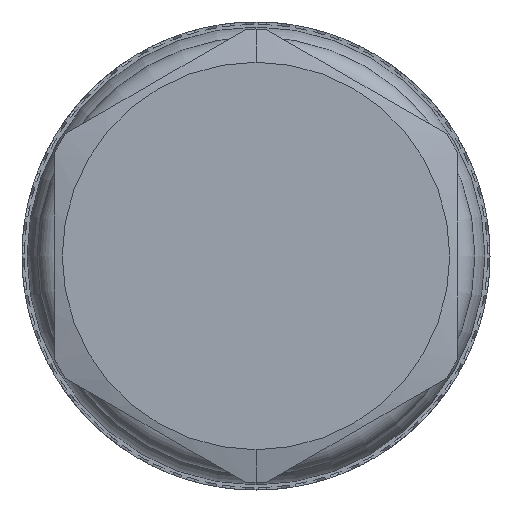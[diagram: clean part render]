
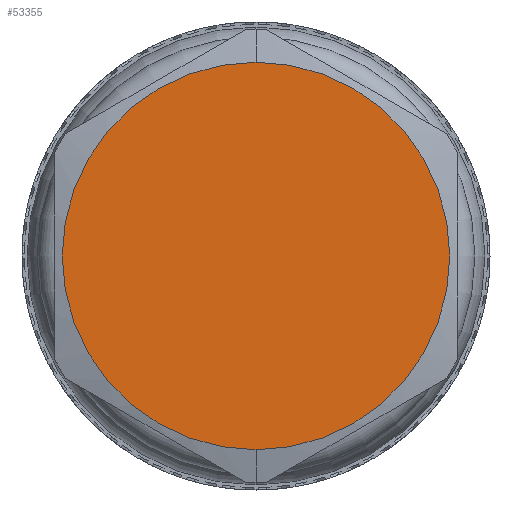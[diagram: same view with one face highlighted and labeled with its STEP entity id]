
A CAD part, front view. The second image highlights one B-rep face of the part: STEP entity #53355.
In plain terms, the highlighted planar face has unit normal (0, -1, 0).
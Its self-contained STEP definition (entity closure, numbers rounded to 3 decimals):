
#11=CARTESIAN_POINT('',(0.,-19.5,0.));
#12=DIRECTION('',(0.,-1.,0.));
#13=DIRECTION('',(0.,0.,-1.));
#14=AXIS2_PLACEMENT_3D('',#11,#12,#13);
#138=CARTESIAN_POINT('',(0.,-19.5,0.));
#139=DIRECTION('',(0.,1.,0.));
#140=DIRECTION('',(0.,0.,-1.));
#141=AXIS2_PLACEMENT_3D('',#138,#139,#140);
#47080=CARTESIAN_POINT('',(0.,-19.5,-7.7));
#47081=CARTESIAN_POINT('',(0.,-19.5,7.7));
#47082=VERTEX_POINT('',#47080);
#47083=VERTEX_POINT('',#47081);
#53344=CARTESIAN_POINT('',(0.,-19.5,0.));
#53345=DIRECTION('',(0.,1.,0.));
#53346=DIRECTION('',(0.,0.,-1.));
#53347=AXIS2_PLACEMENT_3D('',#53344,#53345,#53346);
#53348=PLANE('',#53347);
#53350=ORIENTED_EDGE('',*,*,#53349,.F.);
#53352=ORIENTED_EDGE('',*,*,#53351,.T.);
#53353=EDGE_LOOP('',(#53350,#53352));
#53354=FACE_OUTER_BOUND('',#53353,.F.);
#15=CIRCLE('',#14,7.7);
#142=CIRCLE('',#141,7.7);
#53349=EDGE_CURVE('',#47082,#47083,#15,.T.);
#53351=EDGE_CURVE('',#47082,#47083,#142,.T.);
#53355=ADVANCED_FACE('',(#53354),#53348,.F.);
